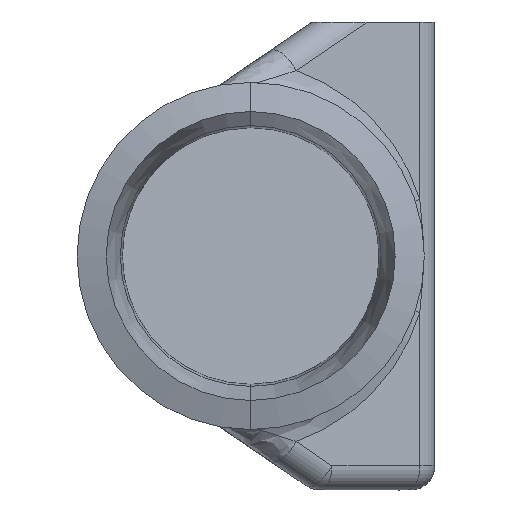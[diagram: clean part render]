
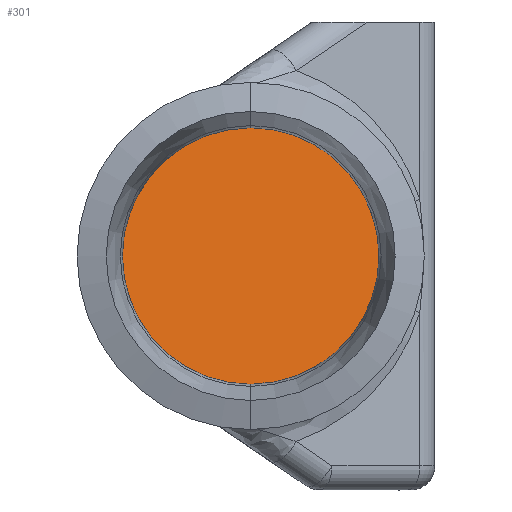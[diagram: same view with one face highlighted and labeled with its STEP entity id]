
A CAD part, left-side view. The second image highlights one B-rep face of the part: STEP entity #301.
In plain terms, the highlighted planar face has unit normal (-0.866, -0.5, 0).
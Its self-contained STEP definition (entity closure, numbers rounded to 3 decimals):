
#97 = CARTESIAN_POINT ( 'NONE',  ( 31.769, 0., -4.25 ) ) ;
#241 = CARTESIAN_POINT ( 'NONE',  ( 31.769, 0., 4.25 ) ) ;
#265 =( BOUNDED_CURVE ( )  B_SPLINE_CURVE ( 3, ( #376, #1723, #392, #97 ),
 .UNSPECIFIED., .F., .T. ) 
 B_SPLINE_CURVE_WITH_KNOTS ( ( 4, 4 ),
 ( 4.712, 7.854 ),
 .UNSPECIFIED. ) 
 CURVE ( )  GEOMETRIC_REPRESENTATION_ITEM ( )  RATIONAL_B_SPLINE_CURVE ( ( 1., 0.333, 0.333, 1. ) ) 
 REPRESENTATION_ITEM ( '' )  );
#301 = ADVANCED_FACE ( 'NONE', ( #1284 ), #981, .T. ) ;
#376 = CARTESIAN_POINT ( 'NONE',  ( 31.769, 0., 4.25 ) ) ;
#392 = CARTESIAN_POINT ( 'NONE',  ( 26.861, 8.5, -4.25 ) ) ;
#520 = CARTESIAN_POINT ( 'NONE',  ( 36.676, -8.5, -4.25 ) ) ;
#531 = EDGE_LOOP ( 'NONE', ( #1094, #650 ) ) ;
#650 = ORIENTED_EDGE ( 'NONE', *, *, #1175, .T. ) ;
#653 = CARTESIAN_POINT ( 'NONE',  ( 35.291, -6.1, -21.47 ) ) ;
#654 = CARTESIAN_POINT ( 'NONE',  ( 31.769, 0., -4.25 ) ) ;
#779 = AXIS2_PLACEMENT_3D ( 'NONE', #653, #1434, #1556 ) ;
#801 = CARTESIAN_POINT ( 'NONE',  ( 36.676, -8.5, 4.25 ) ) ;
#956 = CARTESIAN_POINT ( 'NONE',  ( 31.769, 0., -4.25 ) ) ;
#981 = PLANE ( 'NONE',  #779 ) ;
#1094 = ORIENTED_EDGE ( 'NONE', *, *, #1859, .T. ) ;
#1147 = VERTEX_POINT ( 'NONE', #241 ) ;
#1175 = EDGE_CURVE ( 'NONE', #1932, #1147, #1267, .T. ) ;
#1267 =( BOUNDED_CURVE ( )  B_SPLINE_CURVE ( 3, ( #654, #520, #801, #1881 ),
 .UNSPECIFIED., .F., .T. ) 
 B_SPLINE_CURVE_WITH_KNOTS ( ( 4, 4 ),
 ( 1.571, 4.712 ),
 .UNSPECIFIED. ) 
 CURVE ( )  GEOMETRIC_REPRESENTATION_ITEM ( )  RATIONAL_B_SPLINE_CURVE ( ( 1., 0.333, 0.333, 1. ) ) 
 REPRESENTATION_ITEM ( '' )  );
#1284 = FACE_OUTER_BOUND ( 'NONE', #531, .T. ) ;
#1434 = DIRECTION ( 'NONE',  ( -0.866, -0.5, 0. ) ) ;
#1556 = DIRECTION ( 'NONE',  ( 0.5, -0.866, 0. ) ) ;
#1723 = CARTESIAN_POINT ( 'NONE',  ( 26.861, 8.5, 4.25 ) ) ;
#1859 = EDGE_CURVE ( 'NONE', #1147, #1932, #265, .T. ) ;
#1881 = CARTESIAN_POINT ( 'NONE',  ( 31.769, 0., 4.25 ) ) ;
#1932 = VERTEX_POINT ( 'NONE', #956 ) ;
